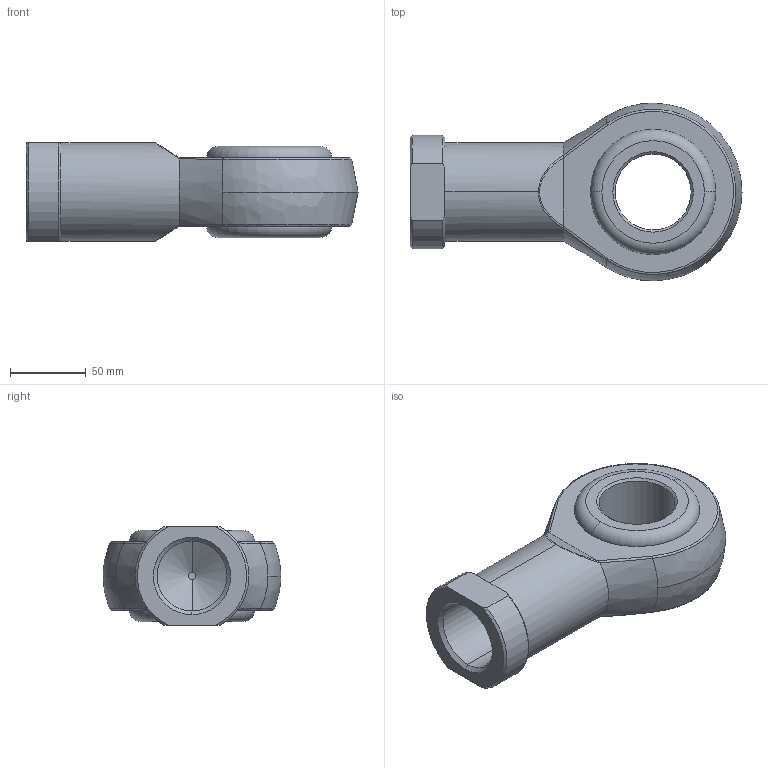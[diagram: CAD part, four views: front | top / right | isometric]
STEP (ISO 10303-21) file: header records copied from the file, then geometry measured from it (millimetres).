
FILE_DESCRIPTION (( 'STEP AP214' ), '1' );
FILE_NAME ('RD000012.STEP', '2016-09-12T08:45:27', ( '' ), ( '' ), 'SwSTEP 2.0', 'SolidWorks 2016', '' );
FILE_SCHEMA (( 'AUTOMOTIVE_DESIGN' ));
Length unit declared in the file: millimetre
Products named in the file (1): RD000012
Bounding box: 218.5 x 117 x 65 mm (x, y, z)
Volume: 641455.7 mm3; surface area: 79259.4 mm2
Topology: 1 solids, 1 shells, 52 faces, 127 edges, 76 vertices
Faces by surface type: cone 14, bspline 12, plane 12, cylinder 10, torus 4
Entity records: 2820 total; most frequent: CARTESIAN_POINT 1672, ORIENTED_EDGE 246, DIRECTION 220, EDGE_CURVE 123, AXIS2_PLACEMENT_3D 96, VERTEX_POINT 76, EDGE_LOOP 57, CIRCLE 55
